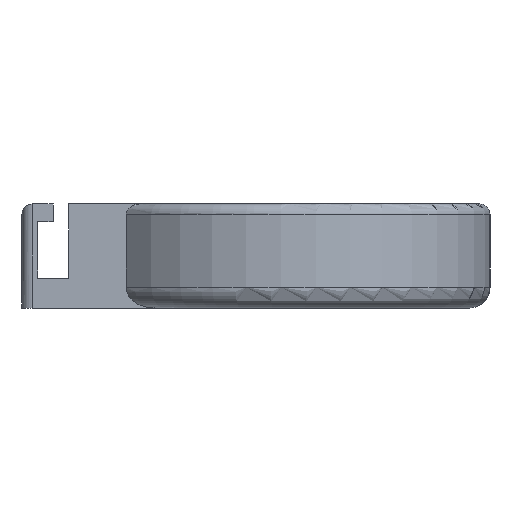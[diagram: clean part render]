
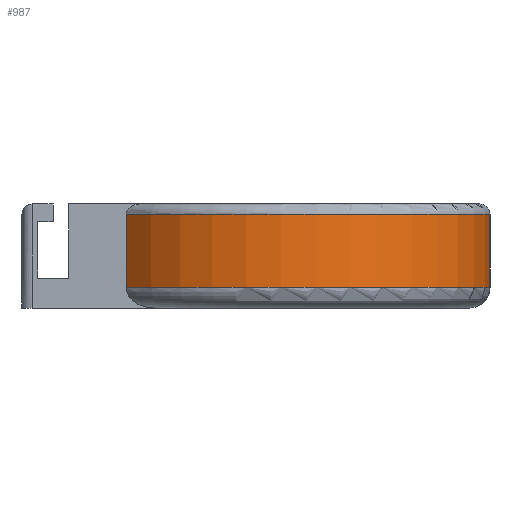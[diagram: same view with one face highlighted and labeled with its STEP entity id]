
A CAD part, front view. The second image highlights one B-rep face of the part: STEP entity #987.
In plain terms, the highlighted cylindrical face has radius 20 mm (diameter 40 mm), a partial arc.
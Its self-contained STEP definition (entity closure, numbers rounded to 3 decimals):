
#106=FACE_OUTER_BOUND('',#175,.T.);
#175=EDGE_LOOP('',(#823,#824,#825,#826));
#207=CIRCLE('',#1041,20.);
#254=CIRCLE('',#1105,20.);
#313=LINE('',#1749,#378);
#314=LINE('',#1751,#379);
#378=VECTOR('',#1411,10.);
#379=VECTOR('',#1414,10.);
#415=VERTEX_POINT('',#1523);
#416=VERTEX_POINT('',#1525);
#466=VERTEX_POINT('',#1678);
#467=VERTEX_POINT('',#1680);
#506=EDGE_CURVE('',#415,#416,#207,.T.);
#576=EDGE_CURVE('',#467,#466,#254,.T.);
#601=EDGE_CURVE('',#415,#466,#313,.T.);
#602=EDGE_CURVE('',#416,#467,#314,.T.);
#823=ORIENTED_EDGE('',*,*,#506,.F.);
#824=ORIENTED_EDGE('',*,*,#601,.T.);
#825=ORIENTED_EDGE('',*,*,#576,.F.);
#826=ORIENTED_EDGE('',*,*,#602,.F.);
#939=CYLINDRICAL_SURFACE('',#1135,20.);
#987=ADVANCED_FACE('',(#106),#939,.T.);
#1041=AXIS2_PLACEMENT_3D('',#1526,#1193,#1194);
#1105=AXIS2_PLACEMENT_3D('',#1691,#1341,#1342);
#1135=AXIS2_PLACEMENT_3D('',#1750,#1412,#1413);
#1193=DIRECTION('center_axis',(0.,0.,-1.));
#1194=DIRECTION('ref_axis',(0.554,-0.833,0.));
#1341=DIRECTION('center_axis',(0.,0.,1.));
#1342=DIRECTION('ref_axis',(0.554,-0.833,0.));
#1411=DIRECTION('',(0.,0.,1.));
#1412=DIRECTION('center_axis',(0.,0.,1.));
#1413=DIRECTION('ref_axis',(0.554,-0.833,0.));
#1414=DIRECTION('',(0.,0.,1.));
#1523=CARTESIAN_POINT('',(18.,8.718,2.));
#1525=CARTESIAN_POINT('',(-15.,-13.229,2.));
#1526=CARTESIAN_POINT('Origin',(0.,0.,2.));
#1678=CARTESIAN_POINT('',(18.,8.718,9.));
#1680=CARTESIAN_POINT('',(-15.,-13.229,9.));
#1691=CARTESIAN_POINT('Origin',(0.,0.,9.));
#1749=CARTESIAN_POINT('',(18.,8.718,0.));
#1750=CARTESIAN_POINT('Origin',(0.,0.,0.));
#1751=CARTESIAN_POINT('',(-15.,-13.229,0.));
